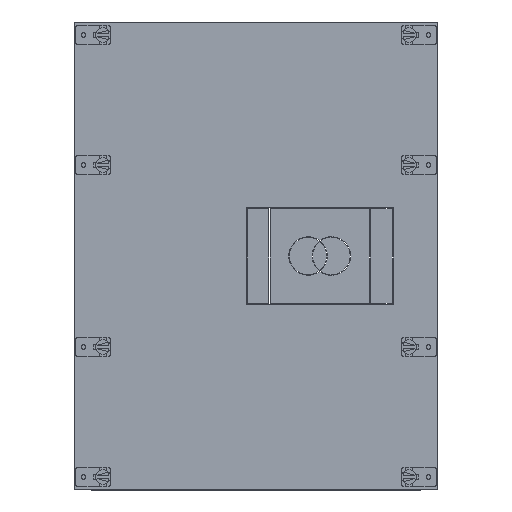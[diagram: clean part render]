
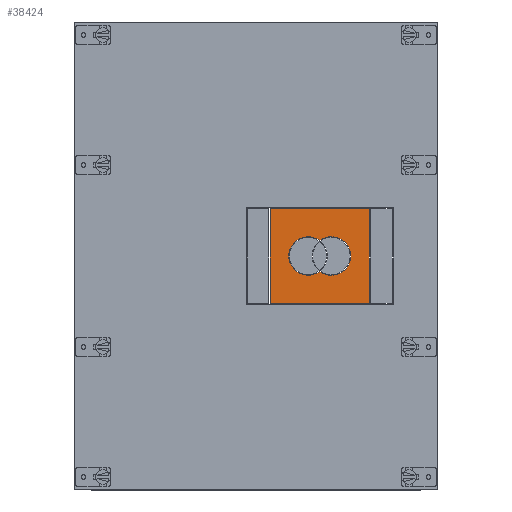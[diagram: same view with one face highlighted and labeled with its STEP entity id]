
A CAD part, top view. The second image highlights one B-rep face of the part: STEP entity #38424.
In plain terms, the highlighted planar face has unit normal (0, 0, 1).
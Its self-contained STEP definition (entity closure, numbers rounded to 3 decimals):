
#38160=DIRECTION('',(-1.,0.,0.));
#38161=VECTOR('',#38160,95.5);
#38162=CARTESIAN_POINT('',(6.354,18.714,1.));
#38163=LINE('',#38162,#38161);
#38227=DIRECTION('',(-1.,0.,0.));
#38228=VECTOR('',#38227,95.5);
#38229=CARTESIAN_POINT('',(6.354,-72.286,1.));
#38230=LINE('',#38229,#38228);
#38234=DIRECTION('',(0.,1.,0.));
#38235=VECTOR('',#38234,91.);
#38236=CARTESIAN_POINT('',(-89.146,-72.286,1.));
#38237=LINE('',#38236,#38235);
#38241=CARTESIAN_POINT('',(-30.146,-26.786,1.));
#38242=DIRECTION('',(0.,0.,1.));
#38243=DIRECTION('',(-0.608,-0.794,0.));
#38244=AXIS2_PLACEMENT_3D('',#38241,#38242,#38243);
#38249=CARTESIAN_POINT('',(-30.146,-26.786,1.));
#38250=DIRECTION('',(0.,0.,1.));
#38251=DIRECTION('',(1.,0.,0.));
#38252=AXIS2_PLACEMENT_3D('',#38249,#38250,#38251);
#38257=CARTESIAN_POINT('',(-52.646,-26.786,1.));
#38258=DIRECTION('',(0.,0.,1.));
#38259=DIRECTION('',(0.608,0.794,0.));
#38260=AXIS2_PLACEMENT_3D('',#38257,#38258,#38259);
#38265=CARTESIAN_POINT('',(-52.646,-26.786,1.));
#38266=DIRECTION('',(0.,0.,1.));
#38267=DIRECTION('',(-1.,0.,0.));
#38268=AXIS2_PLACEMENT_3D('',#38265,#38266,#38267);
#38280=DIRECTION('',(0.,1.,0.));
#38281=VECTOR('',#38280,91.);
#38282=CARTESIAN_POINT('',(6.354,-72.286,1.));
#38283=LINE('',#38282,#38281);
#38301=CARTESIAN_POINT('',(-89.146,18.714,1.));
#38303=VERTEX_POINT('',#38301);
#38305=CARTESIAN_POINT('',(-89.146,-72.286,1.));
#38306=VERTEX_POINT('',#38305);
#38311=CARTESIAN_POINT('',(6.354,18.714,1.));
#38312=VERTEX_POINT('',#38311);
#38323=CARTESIAN_POINT('',(-11.646,-26.786,1.));
#38324=CARTESIAN_POINT('',(-41.396,-12.1,1.));
#38325=VERTEX_POINT('',#38323);
#38326=VERTEX_POINT('',#38324);
#38327=CARTESIAN_POINT('',(-41.396,-41.472,1.));
#38328=VERTEX_POINT('',#38327);
#38329=CARTESIAN_POINT('',(6.354,-72.286,1.));
#38330=VERTEX_POINT('',#38329);
#38331=CARTESIAN_POINT('',(-71.146,-26.786,1.));
#38332=VERTEX_POINT('',#38331);
#38402=CARTESIAN_POINT('',(0.,0.,1.));
#38403=DIRECTION('',(0.,0.,1.));
#38404=DIRECTION('',(1.,0.,0.));
#38405=AXIS2_PLACEMENT_3D('',#38402,#38403,#38404);
#38406=PLANE('',#38405);
#38407=ORIENTED_EDGE('',*,*,#38359,.F.);
#38409=ORIENTED_EDGE('',*,*,#38408,.F.);
#38410=ORIENTED_EDGE('',*,*,#38394,.T.);
#38411=ORIENTED_EDGE('',*,*,#38340,.T.);
#38412=EDGE_LOOP('',(#38407,#38409,#38410,#38411));
#38413=FACE_OUTER_BOUND('',#38412,.F.);
#38415=ORIENTED_EDGE('',*,*,#38414,.T.);
#38417=ORIENTED_EDGE('',*,*,#38416,.T.);
#38419=ORIENTED_EDGE('',*,*,#38418,.T.);
#38421=ORIENTED_EDGE('',*,*,#38420,.T.);
#38422=EDGE_LOOP('',(#38415,#38417,#38419,#38421));
#38423=FACE_BOUND('',#38422,.F.);
#38245=CIRCLE('',#38244,18.5);
#38253=CIRCLE('',#38252,18.5);
#38261=CIRCLE('',#38260,18.5);
#38269=CIRCLE('',#38268,18.5);
#38340=EDGE_CURVE('',#38306,#38303,#38237,.T.);
#38359=EDGE_CURVE('',#38312,#38303,#38163,.T.);
#38394=EDGE_CURVE('',#38330,#38306,#38230,.T.);
#38408=EDGE_CURVE('',#38330,#38312,#38283,.T.);
#38414=EDGE_CURVE('',#38328,#38325,#38245,.T.);
#38416=EDGE_CURVE('',#38325,#38326,#38253,.T.);
#38418=EDGE_CURVE('',#38326,#38332,#38261,.T.);
#38420=EDGE_CURVE('',#38332,#38328,#38269,.T.);
#38424=ADVANCED_FACE('',(#38413,#38423),#38406,.T.);
